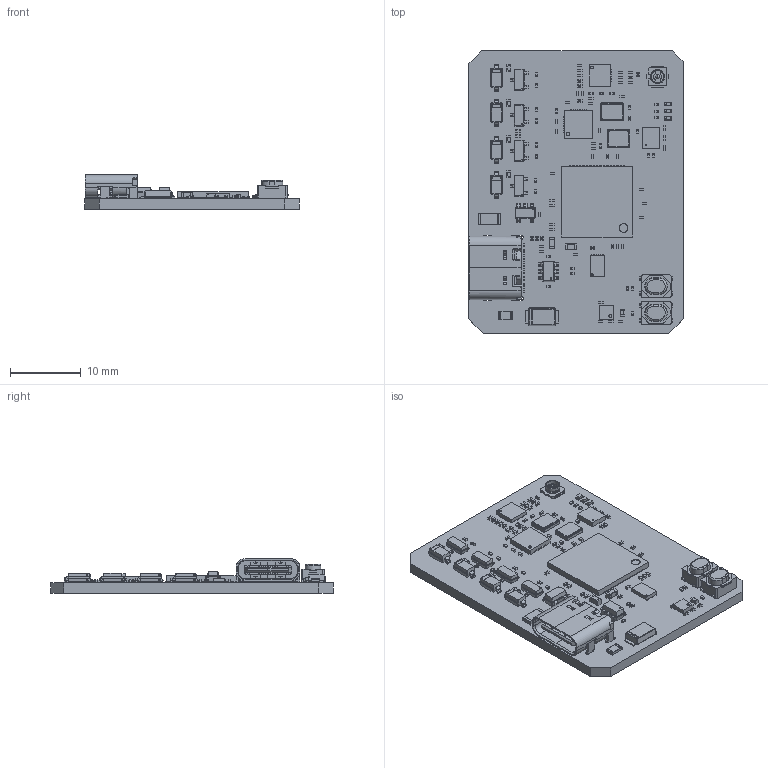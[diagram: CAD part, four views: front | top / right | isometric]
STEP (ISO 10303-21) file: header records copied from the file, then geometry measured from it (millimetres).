
FILE_DESCRIPTION(('KiCad electronic assembly'),'2;1');
FILE_NAME('RP2350B-Flight-controller.step','2025-09-07T00:52:22',( 'Pcbnew'),('Kicad'),'Open CASCADE STEP processor 7.9', 'KiCad to STEP converter','Unknown');
FILE_SCHEMA(('AUTOMOTIVE_DESIGN { 1 0 10303 214 1 1 1 1 }'));
Length unit declared in the file: millimetre
Products named in the file (36): RP2350B-Flight-controller 1; R_0201_0603Metric; C_0201_0603Metric; SS54FSH; LED_0402_1005Metric; W25Q16JVUXIQ_TR; Body; ThermalPin; PinsArrayLR; D_SOD-123; L_0201_0603Metric; SOT-23; L_0603_1608Metric; USB_C_Receptacle_GCT_USB4105-xx-A_16P_TopMnt_Horizontal; SW_SPST_PTS810; C_0402_1005Metric; RP2350B; PinsArrayTB; U.FL-R-SMT-1(80)--3DModel-STEP-1; SOT-23-5; Crystal_SMD_3225-4Pin_3.2x2.5mm; QFN-20-1EP_4x4mm_P0.5mm_EP2.5x2.5mm; SOT-23-6; RFX2401C; R_0805_2012Metric; R_1206_3216Metric; LGA-14_3x2.5mm_P0.5mm_LayoutBorder3x4y; DFN-6-1EP_2x2mm_P0.65mm_EP1x1.6mm; RP2350B-Flight-controller_PCB
Assembly tree (130 placements, depth 3):
  RP2350B-Flight-controller 1
    R_0201_0603Metric  x29
    C_0201_0603Metric  x49
    SS54FSH
    LED_0402_1005Metric  x3
    W25Q16JVUXIQ_TR
      Body
      ThermalPin
      PinsArrayLR
    D_SOD-123  x4
    L_0201_0603Metric  x5
    SOT-23  x4
    L_0603_1608Metric  x2
    USB_C_Receptacle_GCT_USB4105-xx-A_16P_TopMnt_Horizontal
    SW_SPST_PTS810  x2
    C_0402_1005Metric  x5
    RP2350B
      Body
      ThermalPin
      PinsArrayLR
      PinsArrayTB
    U.FL-R-SMT-1(80)--3DModel-STEP-1
    SOT-23-5
    Crystal_SMD_3225-4Pin_3.2x2.5mm  x2
    QFN-20-1EP_4x4mm_P0.5mm_EP2.5x2.5mm
    SOT-23-6
    RFX2401C
      Body
      ThermalPin
      PinsArrayLR
      PinsArrayTB
    R_0805_2012Metric
    R_1206_3216Metric
    LGA-14_3x2.5mm_P0.5mm_LayoutBorder3x4y
    DFN-6-1EP_2x2mm_P0.65mm_EP1x1.6mm
    RP2350B-Flight-controller_PCB
Bounding box: 30.2 x 39.8 x 4.91 mm (x, y, z)
Volume: 2171.4 mm3; surface area: 4158.7 mm2
Topology: 264 solids, 264 shells, 5323 faces, 13332 edges, 8689 vertices
Faces by surface type: plane 3646, cylinder 1487, bspline 160, cone 16, sphere 8, torus 4, revolution 2
Full cylindrical faces by diameter (mm): 0.2 x1, 0.25 x1, 0.375 x1, 0.4 x1, 0.5 x3, 0.65 x2, 1.25 x1
Entity records: 84247 total; most frequent: CARTESIAN_POINT 12517, DIRECTION 11644, ORIENTED_EDGE 11610, EDGE_CURVE 5805, LINE 4704, VECTOR 4704, VERTEX_POINT 3764, AXIS2_PLACEMENT_3D 3469
